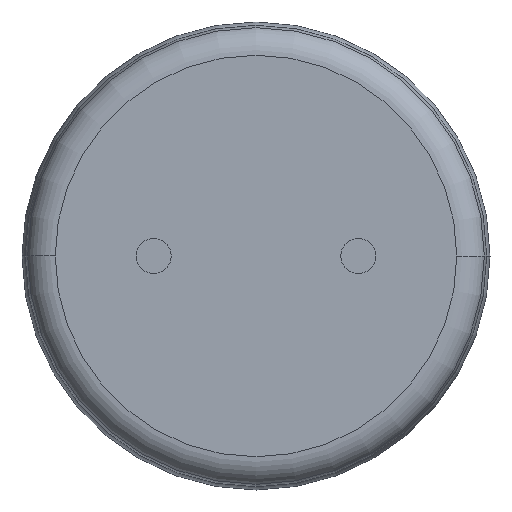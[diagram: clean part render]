
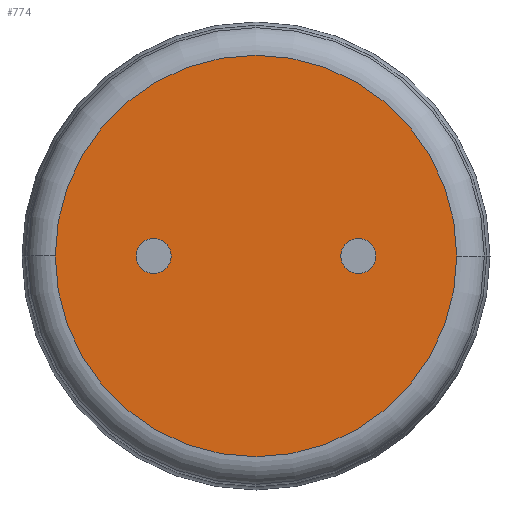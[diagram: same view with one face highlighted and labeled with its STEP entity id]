
A CAD part, front view. The second image highlights one B-rep face of the part: STEP entity #774.
In plain terms, the highlighted planar face has unit normal (0, -1, 0).
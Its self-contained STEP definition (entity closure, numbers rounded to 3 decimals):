
#22 = DIRECTION ( 'NONE',  ( 0., -1., 0. ) ) ;
#86 = CIRCLE ( 'NONE', #907, 3.432 ) ;
#101 = ORIENTED_EDGE ( 'NONE', *, *, #794, .F. ) ;
#125 = PLANE ( 'NONE',  #1161 ) ;
#155 = EDGE_CURVE ( 'NONE', #712, #277, #737, .T. ) ;
#168 = DIRECTION ( 'NONE',  ( 1., 0., 0. ) ) ;
#209 = CARTESIAN_POINT ( 'NONE',  ( -1.75, 0., 0. ) ) ;
#226 = FACE_BOUND ( 'NONE', #708, .T. ) ;
#234 = CARTESIAN_POINT ( 'NONE',  ( 0., 0., 0. ) ) ;
#259 = EDGE_CURVE ( 'NONE', #935, #852, #755, .T. ) ;
#277 = VERTEX_POINT ( 'NONE', #967 ) ;
#287 = EDGE_CURVE ( 'NONE', #461, #914, #387, .T. ) ;
#302 = ORIENTED_EDGE ( 'NONE', *, *, #155, .F. ) ;
#324 = DIRECTION ( 'NONE',  ( 1., 0., 0. ) ) ;
#367 = DIRECTION ( 'NONE',  ( 0., -1., 0. ) ) ;
#385 = AXIS2_PLACEMENT_3D ( 'NONE', #957, #1265, #324 ) ;
#387 = CIRCLE ( 'NONE', #570, 0.3 ) ;
#402 = ORIENTED_EDGE ( 'NONE', *, *, #1134, .F. ) ;
#410 = DIRECTION ( 'NONE',  ( 0., -1., 0. ) ) ;
#444 = DIRECTION ( 'NONE',  ( 1., 0., 0. ) ) ;
#461 = VERTEX_POINT ( 'NONE', #893 ) ;
#480 = CARTESIAN_POINT ( 'NONE',  ( -3.432, 0., 0. ) ) ;
#512 = CARTESIAN_POINT ( 'NONE',  ( -1.75, 0., 0.3 ) ) ;
#533 = DIRECTION ( 'NONE',  ( 0., -1., 0. ) ) ;
#539 = CARTESIAN_POINT ( 'NONE',  ( 0., 0., 0. ) ) ;
#557 = ORIENTED_EDGE ( 'NONE', *, *, #1080, .T. ) ;
#567 = CARTESIAN_POINT ( 'NONE',  ( 1.75, 0., 0. ) ) ;
#570 = AXIS2_PLACEMENT_3D ( 'NONE', #567, #367, #168 ) ;
#606 = EDGE_LOOP ( 'NONE', ( #557, #825 ) ) ;
#607 = CARTESIAN_POINT ( 'NONE',  ( 1.75, 0., -0.3 ) ) ;
#613 = CIRCLE ( 'NONE', #385, 0.3 ) ;
#625 = CIRCLE ( 'NONE', #1231, 0.3 ) ;
#626 = DIRECTION ( 'NONE',  ( 1., 0., 0. ) ) ;
#655 = FACE_BOUND ( 'NONE', #1146, .T. ) ;
#708 = EDGE_LOOP ( 'NONE', ( #738, #402 ) ) ;
#711 = CARTESIAN_POINT ( 'NONE',  ( 3.432, 0., 0. ) ) ;
#712 = VERTEX_POINT ( 'NONE', #512 ) ;
#737 = CIRCLE ( 'NONE', #1106, 0.3 ) ;
#738 = ORIENTED_EDGE ( 'NONE', *, *, #287, .F. ) ;
#743 = FACE_OUTER_BOUND ( 'NONE', #606, .T. ) ;
#755 = CIRCLE ( 'NONE', #863, 3.432 ) ;
#774 = ADVANCED_FACE ( 'NONE', ( #743, #655, #226 ), #125, .T. ) ;
#794 = EDGE_CURVE ( 'NONE', #277, #712, #613, .T. ) ;
#825 = ORIENTED_EDGE ( 'NONE', *, *, #259, .T. ) ;
#837 = DIRECTION ( 'NONE',  ( 1., 0., 0. ) ) ;
#852 = VERTEX_POINT ( 'NONE', #711 ) ;
#863 = AXIS2_PLACEMENT_3D ( 'NONE', #539, #1168, #444 ) ;
#893 = CARTESIAN_POINT ( 'NONE',  ( 1.75, 0., 0.3 ) ) ;
#907 = AXIS2_PLACEMENT_3D ( 'NONE', #234, #969, #837 ) ;
#914 = VERTEX_POINT ( 'NONE', #607 ) ;
#935 = VERTEX_POINT ( 'NONE', #480 ) ;
#947 = DIRECTION ( 'NONE',  ( 1., 0., 0. ) ) ;
#957 = CARTESIAN_POINT ( 'NONE',  ( -1.75, 0., 0. ) ) ;
#967 = CARTESIAN_POINT ( 'NONE',  ( -1.75, 0., -0.3 ) ) ;
#969 = DIRECTION ( 'NONE',  ( 0., -1., 0. ) ) ;
#1069 = CARTESIAN_POINT ( 'NONE',  ( 0., 0., 0. ) ) ;
#1080 = EDGE_CURVE ( 'NONE', #852, #935, #86, .T. ) ;
#1106 = AXIS2_PLACEMENT_3D ( 'NONE', #209, #410, #1136 ) ;
#1134 = EDGE_CURVE ( 'NONE', #914, #461, #625, .T. ) ;
#1136 = DIRECTION ( 'NONE',  ( 1., 0., 0. ) ) ;
#1146 = EDGE_LOOP ( 'NONE', ( #302, #101 ) ) ;
#1154 = CARTESIAN_POINT ( 'NONE',  ( 1.75, 0., 0. ) ) ;
#1161 = AXIS2_PLACEMENT_3D ( 'NONE', #1069, #533, #626 ) ;
#1168 = DIRECTION ( 'NONE',  ( 0., -1., 0. ) ) ;
#1231 = AXIS2_PLACEMENT_3D ( 'NONE', #1154, #22, #947 ) ;
#1265 = DIRECTION ( 'NONE',  ( 0., -1., 0. ) ) ;
